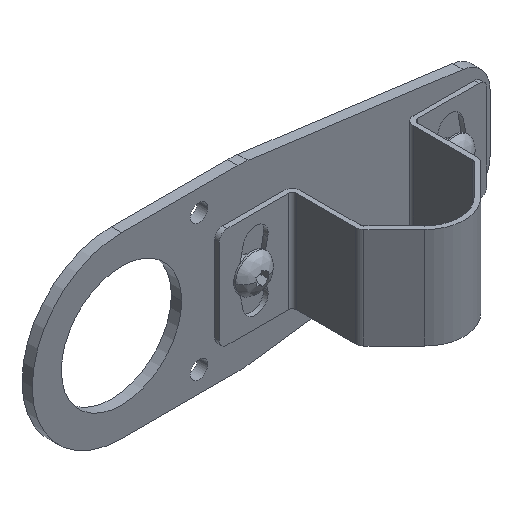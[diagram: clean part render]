
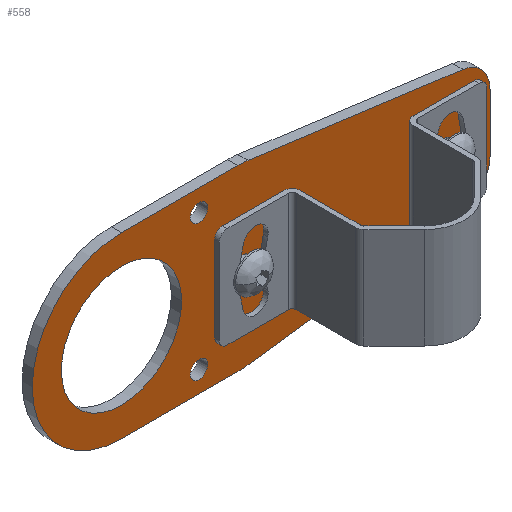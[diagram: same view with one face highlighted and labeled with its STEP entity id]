
A CAD part, isometric view. The second image highlights one B-rep face of the part: STEP entity #558.
In plain terms, the highlighted planar face has unit normal (0, -1, 0).
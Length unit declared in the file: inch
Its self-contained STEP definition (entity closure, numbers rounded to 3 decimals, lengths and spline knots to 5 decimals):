
#124=CARTESIAN_POINT('',(0.,-0.10433,0.));
#125=DIRECTION('',(0.,1.,0.));
#126=DIRECTION('',(0.,0.,-1.));
#127=AXIS2_PLACEMENT_3D('',#124,#125,#126);
#129=DIRECTION('',(1.,0.,0.));
#130=VECTOR('',#129,1.1811);
#131=CARTESIAN_POINT('',(0.,-0.10433,0.90551));
#132=LINE('',#131,#130);
#133=CARTESIAN_POINT('',(1.1811,-0.10433,
0.11811));
#134=DIRECTION('',(0.,1.,0.));
#135=DIRECTION('',(0.,0.,1.));
#136=AXIS2_PLACEMENT_3D('',#133,#134,#135);
#138=DIRECTION('',(0.991,0.,-0.132));
#139=VECTOR('',#138,2.20094);
#140=CARTESIAN_POINT('',(1.28525,-0.10433,
0.89859));
#141=LINE('',#140,#139);
#142=CARTESIAN_POINT('',(3.4252,-0.10433,
0.29528));
#143=DIRECTION('',(0.,1.,0.));
#144=DIRECTION('',(0.132,0.,0.991));
#145=AXIS2_PLACEMENT_3D('',#142,#143,#144);
#147=DIRECTION('',(0.,0.,-1.));
#148=VECTOR('',#147,0.59055);
#149=CARTESIAN_POINT('',(3.74016,-0.10433,
0.29528));
#150=LINE('',#149,#148);
#151=CARTESIAN_POINT('',(3.4252,-0.10433,
-0.29528));
#152=DIRECTION('',(0.,1.,0.));
#153=DIRECTION('',(1.,0.,0.));
#154=AXIS2_PLACEMENT_3D('',#151,#152,#153);
#156=DIRECTION('',(-0.991,0.,-0.132));
#157=VECTOR('',#156,2.20094);
#158=CARTESIAN_POINT('',(3.46686,-0.10433,
-0.60747));
#159=LINE('',#158,#157);
#160=CARTESIAN_POINT('',(1.1811,-0.10433,
-0.11811));
#161=DIRECTION('',(0.,1.,0.));
#162=DIRECTION('',(0.132,0.,-0.991));
#163=AXIS2_PLACEMENT_3D('',#160,#161,#162);
#165=DIRECTION('',(-1.,0.,0.));
#166=VECTOR('',#165,1.1811);
#167=CARTESIAN_POINT('',(1.1811,-0.10433,
-0.90551));
#168=LINE('',#167,#166);
#169=CARTESIAN_POINT('',(0.,-0.10433,0.));
#170=DIRECTION('',(0.,-1.,0.));
#171=DIRECTION('',(1.,0.,0.));
#172=AXIS2_PLACEMENT_3D('',#169,#170,#171);
#174=CARTESIAN_POINT('',(0.,-0.10433,0.));
#175=DIRECTION('',(0.,-1.,0.));
#176=DIRECTION('',(-1.,0.,0.));
#177=AXIS2_PLACEMENT_3D('',#174,#175,#176);
#179=CARTESIAN_POINT('',(1.22047,-0.10433,0.));
#180=DIRECTION('',(0.,1.,0.));
#181=DIRECTION('',(1.,0.,0.));
#182=AXIS2_PLACEMENT_3D('',#179,#180,#181);
#184=CARTESIAN_POINT('',(1.22047,-0.10433,0.));
#185=DIRECTION('',(0.,1.,0.));
#186=DIRECTION('',(-1.,0.,0.));
#187=AXIS2_PLACEMENT_3D('',#184,#185,#186);
#189=CARTESIAN_POINT('',(3.26772,-0.10433,0.));
#190=DIRECTION('',(0.,1.,0.));
#191=DIRECTION('',(1.,0.,0.));
#192=AXIS2_PLACEMENT_3D('',#189,#190,#191);
#194=CARTESIAN_POINT('',(3.26772,-0.10433,0.));
#195=DIRECTION('',(0.,1.,0.));
#196=DIRECTION('',(-1.,0.,0.));
#197=AXIS2_PLACEMENT_3D('',#194,#195,#196);
#199=CARTESIAN_POINT('',(0.7874,-0.10433,
0.68898));
#200=DIRECTION('',(0.,1.,0.));
#201=DIRECTION('',(1.,0.,0.));
#202=AXIS2_PLACEMENT_3D('',#199,#200,#201);
#204=CARTESIAN_POINT('',(0.7874,-0.10433,
0.68898));
#205=DIRECTION('',(0.,1.,0.));
#206=DIRECTION('',(-1.,0.,0.));
#207=AXIS2_PLACEMENT_3D('',#204,#205,#206);
#209=CARTESIAN_POINT('',(0.7874,-0.10433,
-0.68898));
#210=DIRECTION('',(0.,1.,0.));
#211=DIRECTION('',(1.,0.,0.));
#212=AXIS2_PLACEMENT_3D('',#209,#210,#211);
#214=CARTESIAN_POINT('',(0.7874,-0.10433,
-0.68898));
#215=DIRECTION('',(0.,1.,0.));
#216=DIRECTION('',(-1.,0.,0.));
#217=AXIS2_PLACEMENT_3D('',#214,#215,#216);
#283=CARTESIAN_POINT('',(0.61024,-0.10433,0.));
#284=CARTESIAN_POINT('',(-0.61024,-0.10433,0.));
#285=VERTEX_POINT('',#283);
#286=VERTEX_POINT('',#284);
#287=CARTESIAN_POINT('',(0.,-0.10433,-0.90551));
#288=CARTESIAN_POINT('',(0.,-0.10433,0.90551));
#289=VERTEX_POINT('',#287);
#290=VERTEX_POINT('',#288);
#291=CARTESIAN_POINT('',(1.1811,-0.10433,
0.90551));
#292=VERTEX_POINT('',#291);
#293=CARTESIAN_POINT('',(1.1811,-0.10433,
-0.90551));
#294=VERTEX_POINT('',#293);
#303=CARTESIAN_POINT('',(1.28525,-0.10433,
0.89859));
#304=CARTESIAN_POINT('',(3.46686,-0.10433,
0.60747));
#305=VERTEX_POINT('',#303);
#306=VERTEX_POINT('',#304);
#307=CARTESIAN_POINT('',(3.46686,-0.10433,
-0.60747));
#308=CARTESIAN_POINT('',(1.28525,-0.10433,
-0.89859));
#309=VERTEX_POINT('',#307);
#310=VERTEX_POINT('',#308);
#315=CARTESIAN_POINT('',(3.74016,-0.10433,
0.29528));
#316=VERTEX_POINT('',#315);
#317=CARTESIAN_POINT('',(3.74016,-0.10433,
-0.29528));
#318=VERTEX_POINT('',#317);
#323=CARTESIAN_POINT('',(1.3189,-0.10433,0.));
#324=CARTESIAN_POINT('',(1.12205,-0.10433,0.));
#325=VERTEX_POINT('',#323);
#326=VERTEX_POINT('',#324);
#331=CARTESIAN_POINT('',(3.36614,-0.10433,0.));
#332=CARTESIAN_POINT('',(3.16929,-0.10433,0.));
#333=VERTEX_POINT('',#331);
#334=VERTEX_POINT('',#332);
#343=CARTESIAN_POINT('',(0.87598,-0.10433,
0.68898));
#344=CARTESIAN_POINT('',(0.69882,-0.10433,
0.68898));
#345=VERTEX_POINT('',#343);
#346=VERTEX_POINT('',#344);
#347=CARTESIAN_POINT('',(0.87598,-0.10433,
-0.68898));
#348=CARTESIAN_POINT('',(0.69882,-0.10433,
-0.68898));
#349=VERTEX_POINT('',#347);
#350=VERTEX_POINT('',#348);
#508=CARTESIAN_POINT('',(0.,-0.10433,0.));
#509=DIRECTION('',(0.,1.,0.));
#510=DIRECTION('',(1.,0.,0.));
#511=AXIS2_PLACEMENT_3D('',#508,#509,#510);
#512=PLANE('',#511);
#513=ORIENTED_EDGE('',*,*,#432,.T.);
#514=ORIENTED_EDGE('',*,*,#447,.T.);
#515=ORIENTED_EDGE('',*,*,#461,.T.);
#516=ORIENTED_EDGE('',*,*,#475,.T.);
#517=ORIENTED_EDGE('',*,*,#489,.T.);
#518=ORIENTED_EDGE('',*,*,#502,.T.);
#519=ORIENTED_EDGE('',*,*,#360,.T.);
#521=ORIENTED_EDGE('',*,*,#520,.T.);
#523=ORIENTED_EDGE('',*,*,#522,.T.);
#525=ORIENTED_EDGE('',*,*,#524,.T.);
#526=EDGE_LOOP('',(#513,#514,#515,#516,#517,#518,#519,#521,#523,#525));
#527=FACE_OUTER_BOUND('',#526,.F.);
#529=ORIENTED_EDGE('',*,*,#528,.T.);
#531=ORIENTED_EDGE('',*,*,#530,.T.);
#532=EDGE_LOOP('',(#529,#531));
#533=FACE_BOUND('',#532,.F.);
#535=ORIENTED_EDGE('',*,*,#534,.F.);
#537=ORIENTED_EDGE('',*,*,#536,.F.);
#538=EDGE_LOOP('',(#535,#537));
#539=FACE_BOUND('',#538,.F.);
#541=ORIENTED_EDGE('',*,*,#540,.F.);
#543=ORIENTED_EDGE('',*,*,#542,.F.);
#544=EDGE_LOOP('',(#541,#543));
#545=FACE_BOUND('',#544,.F.);
#547=ORIENTED_EDGE('',*,*,#546,.F.);
#549=ORIENTED_EDGE('',*,*,#548,.F.);
#550=EDGE_LOOP('',(#547,#549));
#551=FACE_BOUND('',#550,.F.);
#553=ORIENTED_EDGE('',*,*,#552,.F.);
#555=ORIENTED_EDGE('',*,*,#554,.F.);
#556=EDGE_LOOP('',(#553,#555));
#557=FACE_BOUND('',#556,.F.);
#558=ADVANCED_FACE('',(#527,#533,#539,#545,#551,#557),#512,.F.);
#128=CIRCLE('',#127,0.90551);
#137=CIRCLE('',#136,0.7874);
#146=CIRCLE('',#145,0.31496);
#155=CIRCLE('',#154,0.31496);
#164=CIRCLE('',#163,0.7874);
#173=CIRCLE('',#172,0.61024);
#178=CIRCLE('',#177,0.61024);
#183=CIRCLE('',#182,0.09843);
#188=CIRCLE('',#187,0.09843);
#193=CIRCLE('',#192,0.09843);
#198=CIRCLE('',#197,0.09843);
#203=CIRCLE('',#202,0.08858);
#208=CIRCLE('',#207,0.08858);
#213=CIRCLE('',#212,0.08858);
#218=CIRCLE('',#217,0.08858);
#360=EDGE_CURVE('',#318,#309,#155,.T.);
#432=EDGE_CURVE('',#289,#290,#128,.T.);
#447=EDGE_CURVE('',#290,#292,#132,.T.);
#461=EDGE_CURVE('',#292,#305,#137,.T.);
#475=EDGE_CURVE('',#305,#306,#141,.T.);
#489=EDGE_CURVE('',#306,#316,#146,.T.);
#502=EDGE_CURVE('',#316,#318,#150,.T.);
#520=EDGE_CURVE('',#309,#310,#159,.T.);
#522=EDGE_CURVE('',#310,#294,#164,.T.);
#524=EDGE_CURVE('',#294,#289,#168,.T.);
#528=EDGE_CURVE('',#285,#286,#173,.T.);
#530=EDGE_CURVE('',#286,#285,#178,.T.);
#534=EDGE_CURVE('',#325,#326,#183,.T.);
#536=EDGE_CURVE('',#326,#325,#188,.T.);
#540=EDGE_CURVE('',#333,#334,#193,.T.);
#542=EDGE_CURVE('',#334,#333,#198,.T.);
#546=EDGE_CURVE('',#345,#346,#203,.T.);
#548=EDGE_CURVE('',#346,#345,#208,.T.);
#552=EDGE_CURVE('',#349,#350,#213,.T.);
#554=EDGE_CURVE('',#350,#349,#218,.T.);
